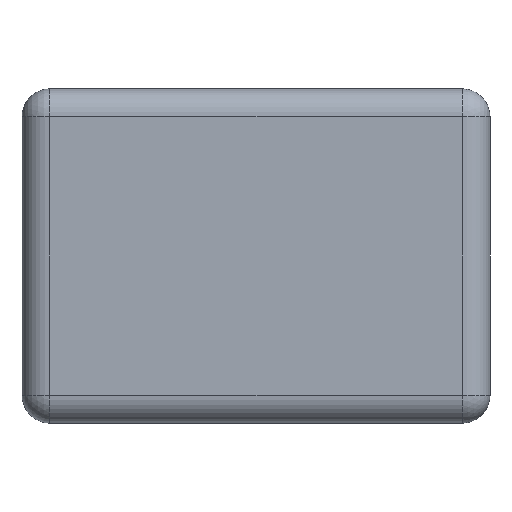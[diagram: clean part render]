
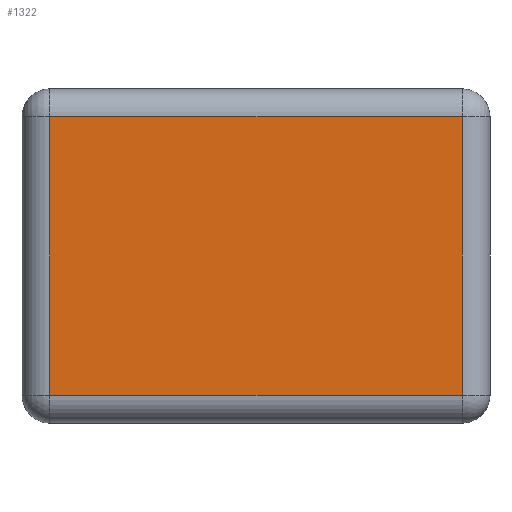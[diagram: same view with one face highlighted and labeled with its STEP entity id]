
A CAD part, left-side view. The second image highlights one B-rep face of the part: STEP entity #1322.
In plain terms, the highlighted planar face has unit normal (-1, 0, 0).
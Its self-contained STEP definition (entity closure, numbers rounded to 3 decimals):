
#474 = DIRECTION ( 'NONE',  ( 0., 0., 1. ) ) ;
#475 = VECTOR ( 'NONE', #474, 1000. ) ;
#476 = CARTESIAN_POINT ( 'NONE',  ( -0.55, 0.05, 0.3 ) ) ;
#477 = LINE ( 'NONE', #476, #475 ) ;
#479 = CARTESIAN_POINT ( 'NONE',  ( -0.55, 0.05, -0.25 ) ) ;
#480 = DIRECTION ( 'NONE',  ( 0., -1., 0. ) ) ;
#481 = VECTOR ( 'NONE', #480, 1000. ) ;
#482 = CARTESIAN_POINT ( 'NONE',  ( -0.55, 0.84, -0.25 ) ) ;
#483 = LINE ( 'NONE', #482, #481 ) ;
#484 = CARTESIAN_POINT ( 'NONE',  ( -0.55, 0.79, -0.25 ) ) ;
#485 = DIRECTION ( 'NONE',  ( 0., 0., -1. ) ) ;
#486 = VECTOR ( 'NONE', #485, 1000. ) ;
#487 = CARTESIAN_POINT ( 'NONE',  ( -0.55, 0.79, 0.3 ) ) ;
#488 = LINE ( 'NONE', #487, #486 ) ;
#532 = FACE_OUTER_BOUND ( 'NONE', #1323, .T. ) ;
#563 = DIRECTION ( 'NONE',  ( 0., 1., 0. ) ) ;
#564 = VECTOR ( 'NONE', #563, 1000. ) ;
#565 = CARTESIAN_POINT ( 'NONE',  ( -0.55, 0.84, 0.25 ) ) ;
#566 = LINE ( 'NONE', #565, #564 ) ;
#568 = DIRECTION ( 'NONE',  ( 0., 0., -1. ) ) ;
#569 = DIRECTION ( 'NONE',  ( 1., 0., 0. ) ) ;
#570 = CARTESIAN_POINT ( 'NONE',  ( -0.55, 0.84, 0.3 ) ) ;
#571 = AXIS2_PLACEMENT_3D ( 'NONE', #570, #569, #568 ) ;
#572 = PLANE ( 'NONE',  #571 ) ;
#764 = CARTESIAN_POINT ( 'NONE',  ( -0.55, 0.79, 0.25 ) ) ;
#765 = CARTESIAN_POINT ( 'NONE',  ( -0.55, 0.05, 0.25 ) ) ;
#1302 = ORIENTED_EDGE ( 'NONE', *, *, #1303, .T. ) ;
#1303 = EDGE_CURVE ( 'NONE', #1379, #1304, #488, .T. ) ;
#1304 = VERTEX_POINT ( 'NONE', #484 ) ;
#1305 = ORIENTED_EDGE ( 'NONE', *, *, #1306, .T. ) ;
#1306 = EDGE_CURVE ( 'NONE', #1304, #1307, #483, .T. ) ;
#1307 = VERTEX_POINT ( 'NONE', #479 ) ;
#1308 = ORIENTED_EDGE ( 'NONE', *, *, #1309, .T. ) ;
#1309 = EDGE_CURVE ( 'NONE', #1307, #1378, #477, .T. ) ;
#1322 = ADVANCED_FACE ( 'NONE', ( #532 ), #572, .F. ) ;
#1323 = EDGE_LOOP ( 'NONE', ( #1324, #1302, #1305, #1308 ) ) ;
#1324 = ORIENTED_EDGE ( 'NONE', *, *, #1325, .T. ) ;
#1325 = EDGE_CURVE ( 'NONE', #1378, #1379, #566, .T. ) ;
#1378 = VERTEX_POINT ( 'NONE', #765 ) ;
#1379 = VERTEX_POINT ( 'NONE', #764 ) ;
